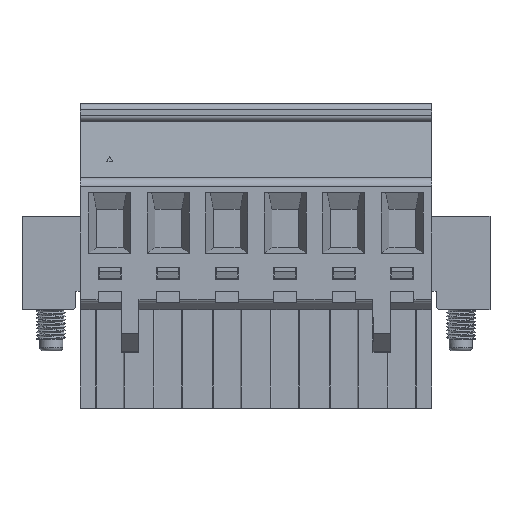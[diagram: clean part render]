
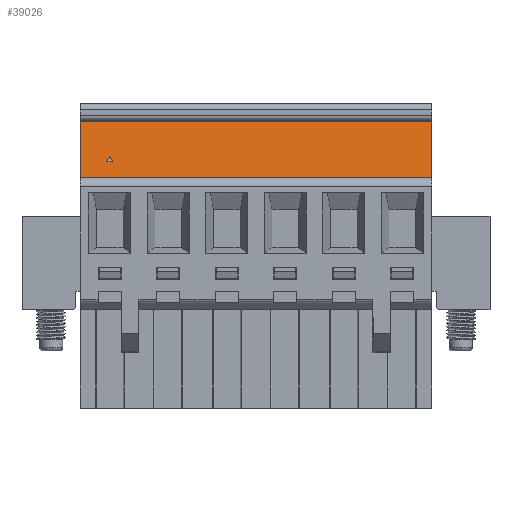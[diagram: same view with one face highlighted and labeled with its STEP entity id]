
A CAD part, top view. The second image highlights one B-rep face of the part: STEP entity #39026.
In plain terms, the highlighted planar face has unit normal (0, 0.144, 0.99).
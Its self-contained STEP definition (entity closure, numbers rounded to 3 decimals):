
#278 = EDGE_CURVE ( 'NONE', #20817, #17355, #18370, .T. ) ;
#1307 = AXIS2_PLACEMENT_3D ( 'NONE', #17770, #32015, #11052 ) ;
#2201 = LINE ( 'NONE', #22675, #23967 ) ;
#3410 = LINE ( 'NONE', #42153, #10279 ) ;
#4360 = LINE ( 'NONE', #14822, #45589 ) ;
#5999 = ORIENTED_EDGE ( 'NONE', *, *, #29978, .F. ) ;
#6068 = VERTEX_POINT ( 'NONE', #19956 ) ;
#6253 = DIRECTION ( 'NONE',  ( -0.443, -0.887, 0.129 ) ) ;
#7954 = EDGE_LOOP ( 'NONE', ( #13391, #14531, #29923 ) ) ;
#10079 = VECTOR ( 'NONE', #6253, 1000. ) ;
#10279 = VECTOR ( 'NONE', #11106, 1000. ) ;
#10680 = ORIENTED_EDGE ( 'NONE', *, *, #278, .T. ) ;
#11052 = DIRECTION ( 'NONE',  ( 0., -0.99, 0.144 ) ) ;
#11106 = DIRECTION ( 'NONE',  ( -1., 0., 0. ) ) ;
#12189 = CARTESIAN_POINT ( 'NONE',  ( 2.25, 21.029, 10.806 ) ) ;
#12269 = DIRECTION ( 'NONE',  ( 0., 0.99, -0.144 ) ) ;
#12651 = DIRECTION ( 'NONE',  ( 0., 0.99, -0.144 ) ) ;
#13391 = ORIENTED_EDGE ( 'NONE', *, *, #17922, .F. ) ;
#14405 = EDGE_CURVE ( 'NONE', #32573, #20817, #30668, .T. ) ;
#14531 = ORIENTED_EDGE ( 'NONE', *, *, #41759, .F. ) ;
#14667 = EDGE_CURVE ( 'NONE', #35030, #17355, #2201, .T. ) ;
#14822 = CARTESIAN_POINT ( 'NONE',  ( 6.715, 13.1, 11.963 ) ) ;
#17355 = VERTEX_POINT ( 'NONE', #24949 ) ;
#17770 = CARTESIAN_POINT ( 'NONE',  ( 30., 24.5, 10.3 ) ) ;
#17922 = EDGE_CURVE ( 'NONE', #23765, #6068, #4360, .T. ) ;
#18370 = LINE ( 'NONE', #18824, #44670 ) ;
#18824 = CARTESIAN_POINT ( 'NONE',  ( 30., 24.5, 10.3 ) ) ;
#19956 = CARTESIAN_POINT ( 'NONE',  ( 2.5, 21.529, 10.733 ) ) ;
#20817 = VERTEX_POINT ( 'NONE', #39751 ) ;
#22420 = EDGE_CURVE ( 'NONE', #6068, #33223, #38155, .T. ) ;
#22675 = CARTESIAN_POINT ( 'NONE',  ( 0., 24.5, 10.3 ) ) ;
#23765 = VERTEX_POINT ( 'NONE', #35335 ) ;
#23967 = VECTOR ( 'NONE', #12651, 1000. ) ;
#24689 = CARTESIAN_POINT ( 'NONE',  ( 0., 19.7, 11. ) ) ;
#24764 = EDGE_LOOP ( 'NONE', ( #5999, #45173, #10680, #40721 ) ) ;
#24949 = CARTESIAN_POINT ( 'NONE',  ( 0., 24.5, 10.3 ) ) ;
#25077 = DIRECTION ( 'NONE',  ( 1., 0., 0. ) ) ;
#25229 = FACE_OUTER_BOUND ( 'NONE', #24764, .T. ) ;
#28608 = LINE ( 'NONE', #43107, #42420 ) ;
#29066 = DIRECTION ( 'NONE',  ( -0.443, 0.887, -0.129 ) ) ;
#29923 = ORIENTED_EDGE ( 'NONE', *, *, #22420, .F. ) ;
#29978 = EDGE_CURVE ( 'NONE', #32573, #35030, #3410, .T. ) ;
#30668 = LINE ( 'NONE', #44276, #45659 ) ;
#32015 = DIRECTION ( 'NONE',  ( 0., 0.144, 0.99 ) ) ;
#32138 = CARTESIAN_POINT ( 'NONE',  ( 30., 19.7, 11. ) ) ;
#32573 = VERTEX_POINT ( 'NONE', #32138 ) ;
#33223 = VERTEX_POINT ( 'NONE', #12189 ) ;
#33771 = CARTESIAN_POINT ( 'NONE',  ( 9.101, 34.732, 8.808 ) ) ;
#35030 = VERTEX_POINT ( 'NONE', #24689 ) ;
#35335 = CARTESIAN_POINT ( 'NONE',  ( 2.75, 21.029, 10.806 ) ) ;
#38155 = LINE ( 'NONE', #33771, #10079 ) ;
#39026 = ADVANCED_FACE ( 'NONE', ( #43498, #25229 ), #40174, .T. ) ;
#39612 = DIRECTION ( 'NONE',  ( -1., 0., 0. ) ) ;
#39751 = CARTESIAN_POINT ( 'NONE',  ( 30., 24.5, 10.3 ) ) ;
#40174 = PLANE ( 'NONE',  #1307 ) ;
#40721 = ORIENTED_EDGE ( 'NONE', *, *, #14667, .F. ) ;
#41759 = EDGE_CURVE ( 'NONE', #33223, #23765, #28608, .T. ) ;
#42153 = CARTESIAN_POINT ( 'NONE',  ( 30., 19.7, 11. ) ) ;
#42420 = VECTOR ( 'NONE', #25077, 1000. ) ;
#43107 = CARTESIAN_POINT ( 'NONE',  ( 30., 21.029, 10.806 ) ) ;
#43498 = FACE_BOUND ( 'NONE', #7954, .T. ) ;
#44276 = CARTESIAN_POINT ( 'NONE',  ( 30., 24.5, 10.3 ) ) ;
#44670 = VECTOR ( 'NONE', #39612, 1000. ) ;
#45173 = ORIENTED_EDGE ( 'NONE', *, *, #14405, .T. ) ;
#45589 = VECTOR ( 'NONE', #29066, 1000. ) ;
#45659 = VECTOR ( 'NONE', #12269, 1000. ) ;
